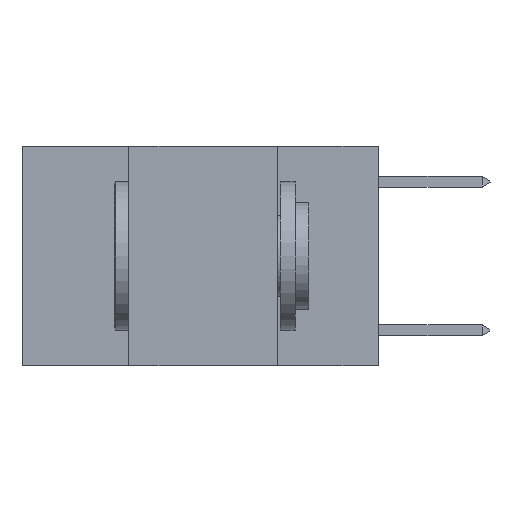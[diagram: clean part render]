
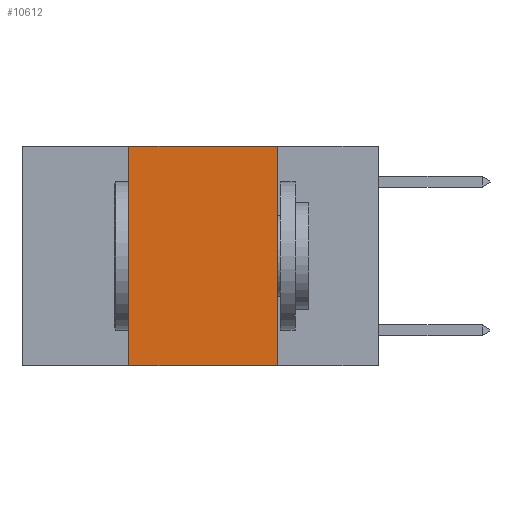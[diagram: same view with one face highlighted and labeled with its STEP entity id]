
A CAD part, left-side view. The second image highlights one B-rep face of the part: STEP entity #10612.
In plain terms, the highlighted planar face has unit normal (-1, 0, 0).
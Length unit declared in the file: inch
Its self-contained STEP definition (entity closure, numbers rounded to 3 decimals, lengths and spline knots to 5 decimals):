
#45 = LINE ( 'NONE', #4865, #6279 ) ;
#564 = EDGE_CURVE ( 'NONE', #6759, #1201, #8692, .T. ) ;
#777 = CARTESIAN_POINT ( 'NONE',  ( 0., 0.42, -0.37 ) ) ;
#1201 = VERTEX_POINT ( 'NONE', #7057 ) ;
#1542 = EDGE_CURVE ( 'NONE', #6759, #7479, #7947, .T. ) ;
#1758 = DIRECTION ( 'NONE',  ( 0., -1., 0. ) ) ;
#2315 = VECTOR ( 'NONE', #7825, 39.37008 ) ;
#2481 = PLANE ( 'NONE',  #9307 ) ;
#2697 = VECTOR ( 'NONE', #8477, 39.37008 ) ;
#2728 = LINE ( 'NONE', #3313, #2697 ) ;
#2999 = DIRECTION ( 'NONE',  ( 0., -1., 0. ) ) ;
#3235 = ORIENTED_EDGE ( 'NONE', *, *, #3246, .F. ) ;
#3246 = EDGE_CURVE ( 'NONE', #1201, #9884, #45, .T. ) ;
#3313 = CARTESIAN_POINT ( 'NONE',  ( 0., 0.17, 0. ) ) ;
#3557 = EDGE_CURVE ( 'NONE', #9884, #7479, #2728, .T. ) ;
#3810 = CARTESIAN_POINT ( 'NONE',  ( 0., 0.6, -0.37 ) ) ;
#4147 = DIRECTION ( 'NONE',  ( 0., 0., -1. ) ) ;
#4865 = CARTESIAN_POINT ( 'NONE',  ( 0., 0.6, 0. ) ) ;
#4886 = ORIENTED_EDGE ( 'NONE', *, *, #3557, .F. ) ;
#5017 = DIRECTION ( 'NONE',  ( 1., 0., 0. ) ) ;
#5162 = EDGE_LOOP ( 'NONE', ( #4886, #3235, #7816, #6319 ) ) ;
#5757 = CARTESIAN_POINT ( 'NONE',  ( 0., 0.6, 0. ) ) ;
#6279 = VECTOR ( 'NONE', #1758, 39.37008 ) ;
#6319 = ORIENTED_EDGE ( 'NONE', *, *, #1542, .T. ) ;
#6759 = VERTEX_POINT ( 'NONE', #777 ) ;
#7057 = CARTESIAN_POINT ( 'NONE',  ( 0., 0.42, 0. ) ) ;
#7479 = VERTEX_POINT ( 'NONE', #10569 ) ;
#7816 = ORIENTED_EDGE ( 'NONE', *, *, #564, .F. ) ;
#7825 = DIRECTION ( 'NONE',  ( 0., 0., 1. ) ) ;
#7947 = LINE ( 'NONE', #3810, #7986 ) ;
#7986 = VECTOR ( 'NONE', #2999, 39.37008 ) ;
#8477 = DIRECTION ( 'NONE',  ( 0., 0., -1. ) ) ;
#8692 = LINE ( 'NONE', #10404, #2315 ) ;
#9307 = AXIS2_PLACEMENT_3D ( 'NONE', #5757, #5017, #4147 ) ;
#9314 = CARTESIAN_POINT ( 'NONE',  ( 0., 0.17, 0. ) ) ;
#9864 = FACE_OUTER_BOUND ( 'NONE', #5162, .T. ) ;
#9884 = VERTEX_POINT ( 'NONE', #9314 ) ;
#10404 = CARTESIAN_POINT ( 'NONE',  ( 0., 0.42, 0. ) ) ;
#10569 = CARTESIAN_POINT ( 'NONE',  ( 0., 0.17, -0.37 ) ) ;
#10612 = ADVANCED_FACE ( 'NONE', ( #9864 ), #2481, .F. ) ;
